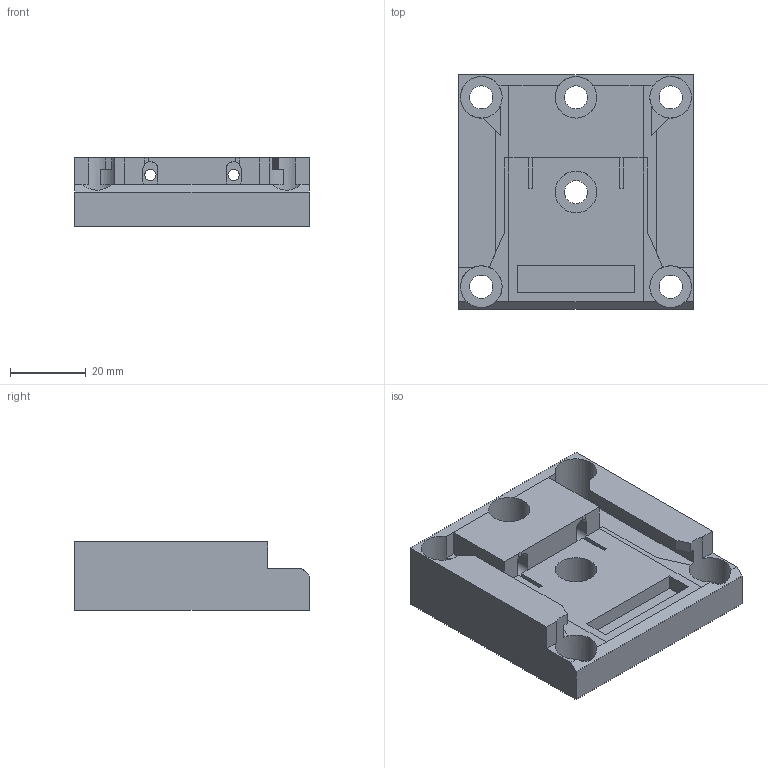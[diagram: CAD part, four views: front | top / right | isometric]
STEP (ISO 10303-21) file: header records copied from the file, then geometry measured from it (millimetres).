
FILE_DESCRIPTION(('FreeCAD Model'),'2;1');
FILE_NAME('Open CASCADE Shape Model','2023-11-12T22:41:37',(''),(''), 'Open CASCADE STEP processor 7.5','FreeCAD','Unknown');
FILE_SCHEMA(('AUTOMOTIVE_DESIGN { 1 0 10303 214 1 1 1 1 }'));
Length unit declared in the file: millimetre
Products named in the file (1): battery_adapter_einhell_x-change
Bounding box: 62 x 62 x 18 mm (x, y, z)
Volume: 44945.2 mm3; surface area: 16471.5 mm2
Topology: 1 solids, 1 shells, 89 faces, 243 edges, 158 vertices
Faces by surface type: plane 71, cylinder 18
Full cylindrical faces by diameter (mm): 3 x2, 6.1 x6, 11 x6
Entity records: 6144 total; most frequent: CARTESIAN_POINT 1209, DIRECTION 941, LINE 587, VECTOR 587, ORIENTED_EDGE 486, PCURVE 486, DEFINITIONAL_REPRESENTATION 486, EDGE_CURVE 243
